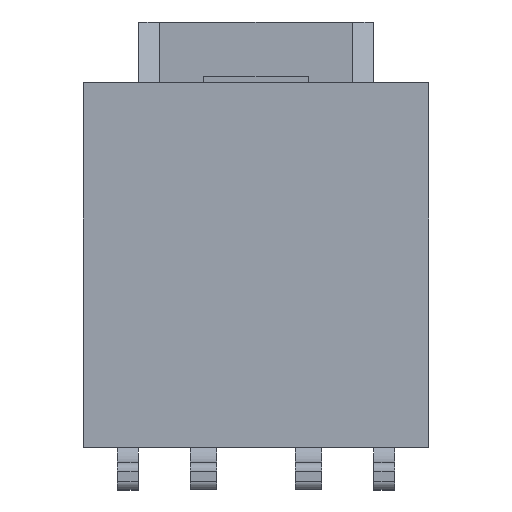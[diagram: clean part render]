
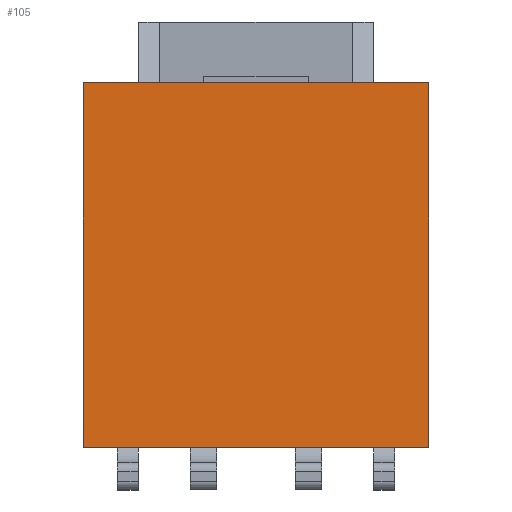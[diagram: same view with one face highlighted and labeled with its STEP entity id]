
A CAD part, top view. The second image highlights one B-rep face of the part: STEP entity #105.
In plain terms, the highlighted planar face has unit normal (0, 0, 1).
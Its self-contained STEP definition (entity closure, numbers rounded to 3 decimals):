
#105=ADVANCED_FACE('',(#311),#312,.T.);
#311=FACE_OUTER_BOUND('',#627,.T.);
#312=PLANE('',#628);
#627=EDGE_LOOP('',(#1211,#1212,#1213,#1214));
#628=AXIS2_PLACEMENT_3D('',#1215,#1216,#1217);
#1211=ORIENTED_EDGE('',*,*,#2296,.T.);
#1212=ORIENTED_EDGE('',*,*,#2230,.F.);
#1213=ORIENTED_EDGE('',*,*,#2184,.F.);
#1214=ORIENTED_EDGE('',*,*,#2166,.T.);
#1215=CARTESIAN_POINT('',(-4.115,-4.345,0.0));
#1216=DIRECTION('',(0.0,0.0,1.0));
#1217=DIRECTION('',(1.0,0.0,0.0));
#2166=EDGE_CURVE('',#2598,#2596,#2599,.T.);
#2184=EDGE_CURVE('',#2598,#2633,#2634,.T.);
#2230=EDGE_CURVE('',#2633,#2719,#2720,.T.);
#2296=EDGE_CURVE('',#2596,#2719,#2821,.T.);
#2596=VERTEX_POINT('',#3282);
#2598=VERTEX_POINT('',#3285);
#2599=LINE('',#3286,#3287);
#2633=VERTEX_POINT('',#3338);
#2634=LINE('',#3339,#3340);
#2719=VERTEX_POINT('',#3470);
#2720=LINE('',#3471,#3472);
#2821=LINE('',#3638,#3639);
#3282=CARTESIAN_POINT('',(4.115,-4.345,0.0));
#3285=CARTESIAN_POINT('',(-4.115,-4.345,0.0));
#3286=CARTESIAN_POINT('',(-4.115,-4.345,0.0));
#3287=VECTOR('',#4282,8.23);
#3338=CARTESIAN_POINT('',(-4.115,4.345,0.0));
#3339=CARTESIAN_POINT('',(-4.115,-4.345,0.0));
#3340=VECTOR('',#4300,8.69);
#3470=CARTESIAN_POINT('',(4.115,4.345,0.0));
#3471=CARTESIAN_POINT('',(-4.115,4.345,0.0));
#3472=VECTOR('',#4346,8.23);
#3638=CARTESIAN_POINT('',(4.115,-4.345,0.0));
#3639=VECTOR('',#4412,8.69);
#4282=DIRECTION('',(1.0,0.0,0.0));
#4300=DIRECTION('',(0.0,1.0,0.0));
#4346=DIRECTION('',(1.0,0.0,0.0));
#4412=DIRECTION('',(0.0,1.0,0.0));
